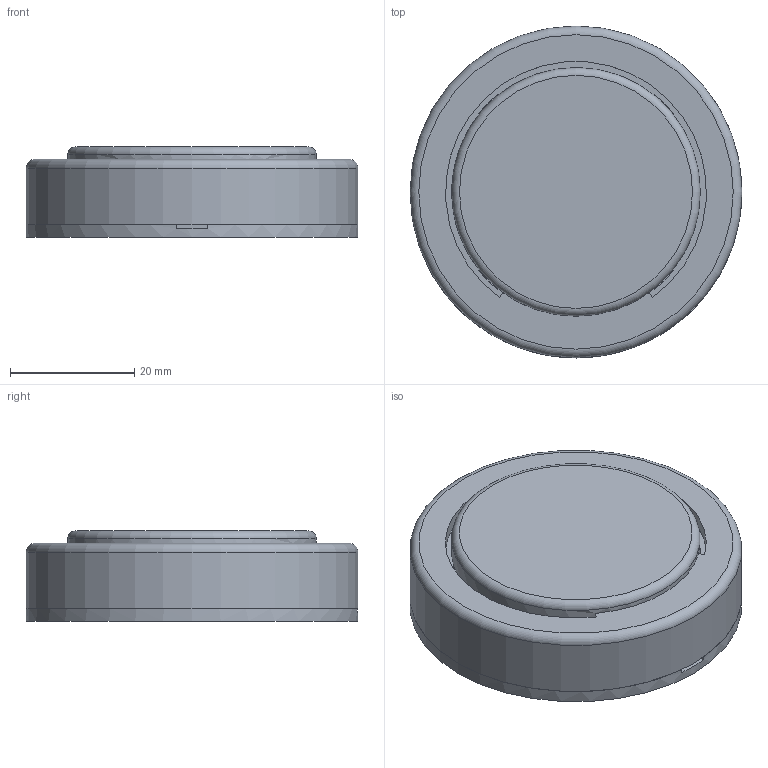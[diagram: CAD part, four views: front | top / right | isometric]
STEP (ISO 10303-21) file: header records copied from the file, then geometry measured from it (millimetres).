
FILE_DESCRIPTION(/* description */ (''),/* implementation_level */ '2;1');
FILE_NAME(/* name */ 'LPG Load Cell v10.step',/* time_stamp */ '2022-07-07T16:05:01+08:00',/* author */ (''),/* organization */ (''),/* preprocessor_version */ 'ST-DEVELOPER v19',/* originating_system */ 'Autodesk Translation Framework v11.7.0.108',/* authorisation */ '');
FILE_SCHEMA (('AUTOMOTIVE_DESIGN { 1 0 10303 214 3 1 1 }'));
Length unit declared in the file: millimetre
Products named in the file (9): LPG Load Cell; BASE, 50 kg Load Cell Resistance Strain Half Bridge Sensor; FLANGED TOP, 50 kg Load Cell Resistance Strain Half Bridge Sensor; SIDE RIVET, 50 kg Load Cell Resistance Strain Half Bridge Sensor; SIDE RIVET, 50 kg Load Cell Resistance Strain Half Bridge Sensor (1); MIDDLE RIVET, 50 kg Load Cell Resistance Strain Half Bridge Sensor; WIRED CONNECTION, 50 kg Load Cell Resistance Strain Half Bridge Senso
r; Component9; Component10
Assembly tree (8 placements, depth 2):
  LPG Load Cell
    BASE, 50 kg Load Cell Resistance Strain Half Bridge Sensor
    FLANGED TOP, 50 kg Load Cell Resistance Strain Half Bridge Sensor
    SIDE RIVET, 50 kg Load Cell Resistance Strain Half Bridge Sensor
    SIDE RIVET, 50 kg Load Cell Resistance Strain Half Bridge Sensor (1)
    MIDDLE RIVET, 50 kg Load Cell Resistance Strain Half Bridge Sensor
    WIRED CONNECTION, 50 kg Load Cell Resistance Strain Half Bridge Senso
r
    Component9
    Component10
Bounding box: 53.4 x 53.4 x 14.5 mm (x, y, z)
Volume: 17672.2 mm3; surface area: 16302.7 mm2
Topology: 8 solids, 8 shells, 182 faces, 430 edges, 275 vertices
Faces by surface type: plane 102, cylinder 69, cone 8, torus 2, bspline 1
Full cylindrical faces by diameter (mm): 0.8 x3, 2.9 x2, 3 x6, 4 x4, 40 x1, 50.4 x1, 53.4 x2
Entity records: 5593 total; most frequent: DIRECTION 988, CARTESIAN_POINT 929, ORIENTED_EDGE 858, EDGE_CURVE 429, AXIS2_PLACEMENT_3D 361, VERTEX_POINT 275, LINE 266, VECTOR 266
